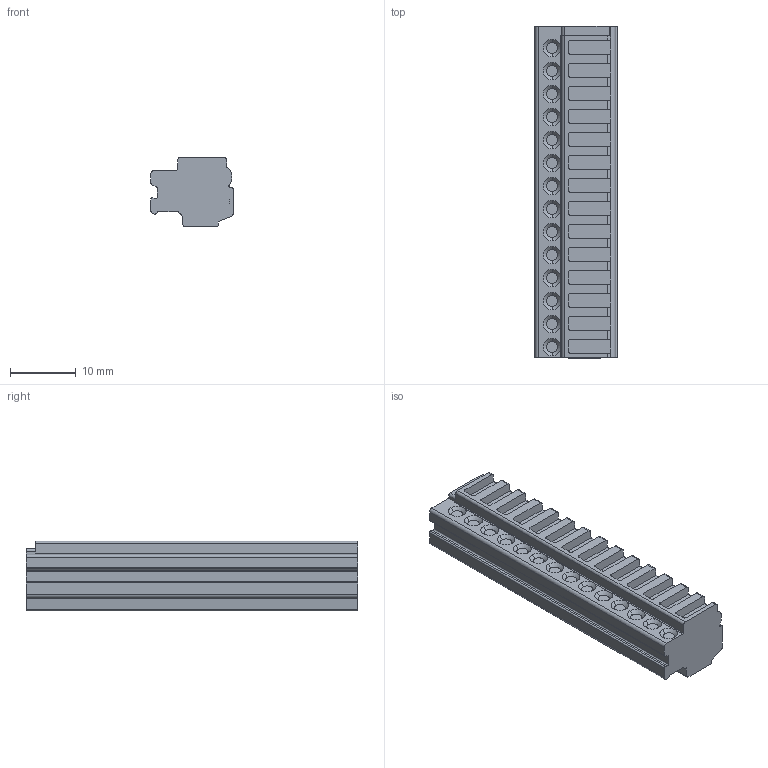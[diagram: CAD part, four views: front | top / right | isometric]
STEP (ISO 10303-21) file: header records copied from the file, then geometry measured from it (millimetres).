
FILE_DESCRIPTION((''),'2;1');
FILE_NAME('RRGG','2024-10-15T11:03:08',('tluser'),(''),'CREO PARAMETRIC BY PTC INC, 2018100','CREO PARAMETRIC BY PTC INC, 2018100','');
FILE_SCHEMA(('CONFIG_CONTROL_DESIGN'));
Length unit declared in the file: millimetre
Products named in the file (1): RRGG
Bounding box: 12.5 x 50.5 x 10.6 mm (x, y, z)
Volume: 4939.7 mm3; surface area: 2946.6 mm2
Topology: 1 solids, 1 shells, 455 faces, 1205 edges, 794 vertices
Faces by surface type: plane 252, cylinder 147, cone 56
Entity records: 14393 total; most frequent: CARTESIAN_POINT 2704, DIRECTION 2493, ORIENTED_EDGE 2410, EDGE_CURVE 1205, AXIS2_PLACEMENT_3D 861, VERTEX_POINT 794, VECTOR 771, LINE 771
